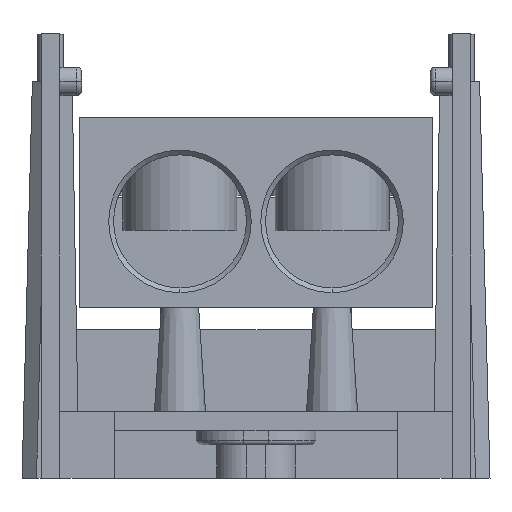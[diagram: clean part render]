
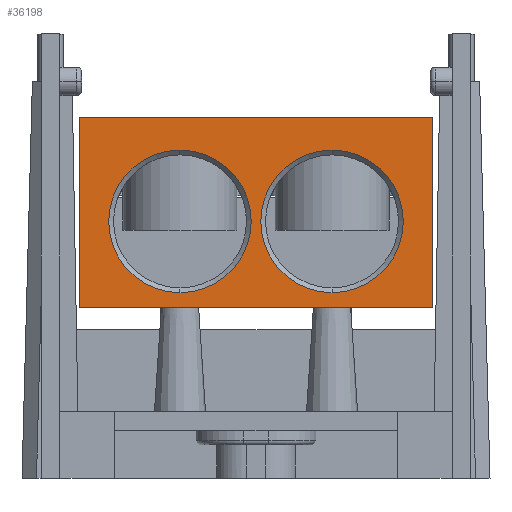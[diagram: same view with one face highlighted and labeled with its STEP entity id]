
A CAD part, front view. The second image highlights one B-rep face of the part: STEP entity #36198.
In plain terms, the highlighted planar face has unit normal (0, -1, 0).
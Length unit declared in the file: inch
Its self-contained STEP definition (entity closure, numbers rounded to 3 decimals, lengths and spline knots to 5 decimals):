
#218 = FACE_BOUND ( 'NONE', #29455, .T. ) ;
#630 = CIRCLE ( 'NONE', #6433, 0.46875 ) ;
#936 = DIRECTION ( 'NONE',  ( 0., 0., 1. ) ) ;
#2033 = DIRECTION ( 'NONE',  ( 0., 1., 0. ) ) ;
#2946 = CARTESIAN_POINT ( 'NONE',  ( 0.5, -1.375, -1.56134 ) ) ;
#4694 = VECTOR ( 'NONE', #36345, 39.37008 ) ;
#4721 = ORIENTED_EDGE ( 'NONE', *, *, #28991, .T. ) ;
#4776 = DIRECTION ( 'NONE',  ( 1., 0., 0. ) ) ;
#5598 = CARTESIAN_POINT ( 'NONE',  ( 0., -1.375, -0.875 ) ) ;
#5897 = DIRECTION ( 'NONE',  ( 0., 0., 1. ) ) ;
#6433 = AXIS2_PLACEMENT_3D ( 'NONE', #19528, #2033, #22470 ) ;
#6631 = CARTESIAN_POINT ( 'NONE',  ( 0., -1.375, -2.125 ) ) ;
#6710 = EDGE_CURVE ( 'NONE', #17262, #17796, #22515, .T. ) ;
#7049 = EDGE_LOOP ( 'NONE', ( #11145, #21149, #22214, #23626 ) ) ;
#7250 = CIRCLE ( 'NONE', #25193, 0.46875 ) ;
#8067 = AXIS2_PLACEMENT_3D ( 'NONE', #5598, #25983, #8534 ) ;
#8534 = DIRECTION ( 'NONE',  ( 0., 0., 1. ) ) ;
#8612 = VECTOR ( 'NONE', #4776, 39.37008 ) ;
#9121 = CARTESIAN_POINT ( 'NONE',  ( -0.5, -1.375, -1.56134 ) ) ;
#9683 = DIRECTION ( 'NONE',  ( 1., 0., 0. ) ) ;
#10219 = CARTESIAN_POINT ( 'NONE',  ( 0.5, -1.375, -2.03009 ) ) ;
#10566 = CARTESIAN_POINT ( 'NONE',  ( -1.164, -1.375, -0.875 ) ) ;
#11145 = ORIENTED_EDGE ( 'NONE', *, *, #6710, .T. ) ;
#11359 = PLANE ( 'NONE',  #8067 ) ;
#11536 = CARTESIAN_POINT ( 'NONE',  ( -1.164, -1.375, -2.125 ) ) ;
#12032 = DIRECTION ( 'NONE',  ( 0., 0., 1. ) ) ;
#13138 = CARTESIAN_POINT ( 'NONE',  ( -1.164, -1.375, -0.875 ) ) ;
#13578 = EDGE_CURVE ( 'NONE', #27712, #34282, #7250, .T. ) ;
#13694 = DIRECTION ( 'NONE',  ( 0., 0., -1. ) ) ;
#14154 = LINE ( 'NONE', #31234, #29696 ) ;
#14814 = CIRCLE ( 'NONE', #32318, 0.46875 ) ;
#15759 = FACE_BOUND ( 'NONE', #21335, .T. ) ;
#16222 = CARTESIAN_POINT ( 'NONE',  ( 0., -1.375, -0.875 ) ) ;
#17262 = VERTEX_POINT ( 'NONE', #11536 ) ;
#17357 = EDGE_CURVE ( 'NONE', #30744, #17445, #33240, .T. ) ;
#17445 = VERTEX_POINT ( 'NONE', #17964 ) ;
#17796 = VERTEX_POINT ( 'NONE', #36948 ) ;
#17964 = CARTESIAN_POINT ( 'NONE',  ( -0.5, -1.375, -1.09259 ) ) ;
#18170 = LINE ( 'NONE', #16222, #8612 ) ;
#18425 = DIRECTION ( 'NONE',  ( 0., 1., 0. ) ) ;
#19528 = CARTESIAN_POINT ( 'NONE',  ( 0.5, -1.375, -1.56134 ) ) ;
#20545 = EDGE_CURVE ( 'NONE', #34282, #27712, #630, .T. ) ;
#21149 = ORIENTED_EDGE ( 'NONE', *, *, #23761, .F. ) ;
#21335 = EDGE_LOOP ( 'NONE', ( #36522, #32499 ) ) ;
#22214 = ORIENTED_EDGE ( 'NONE', *, *, #31175, .F. ) ;
#22470 = DIRECTION ( 'NONE',  ( 0., 0., 1. ) ) ;
#22515 = LINE ( 'NONE', #6631, #30199 ) ;
#22652 = FACE_OUTER_BOUND ( 'NONE', #7049, .T. ) ;
#23361 = DIRECTION ( 'NONE',  ( 0., 1., 0. ) ) ;
#23626 = ORIENTED_EDGE ( 'NONE', *, *, #34309, .T. ) ;
#23738 = VERTEX_POINT ( 'NONE', #10566 ) ;
#23761 = EDGE_CURVE ( 'NONE', #27567, #17796, #14154, .T. ) ;
#25193 = AXIS2_PLACEMENT_3D ( 'NONE', #2946, #23361, #5897 ) ;
#25983 = DIRECTION ( 'NONE',  ( 0., 1., 0. ) ) ;
#26149 = ORIENTED_EDGE ( 'NONE', *, *, #17357, .T. ) ;
#27567 = VERTEX_POINT ( 'NONE', #31702 ) ;
#27712 = VERTEX_POINT ( 'NONE', #29571 ) ;
#28991 = EDGE_CURVE ( 'NONE', #17445, #30744, #14814, .T. ) ;
#29455 = EDGE_LOOP ( 'NONE', ( #26149, #4721 ) ) ;
#29460 = DIRECTION ( 'NONE',  ( 0., 1., 0. ) ) ;
#29571 = CARTESIAN_POINT ( 'NONE',  ( 0.5, -1.375, -1.09259 ) ) ;
#29696 = VECTOR ( 'NONE', #13694, 39.37008 ) ;
#30199 = VECTOR ( 'NONE', #9683, 39.37008 ) ;
#30744 = VERTEX_POINT ( 'NONE', #34917 ) ;
#31175 = EDGE_CURVE ( 'NONE', #23738, #27567, #18170, .T. ) ;
#31234 = CARTESIAN_POINT ( 'NONE',  ( 1.164, -1.375, -0.875 ) ) ;
#31702 = CARTESIAN_POINT ( 'NONE',  ( 1.164, -1.375, -0.875 ) ) ;
#32318 = AXIS2_PLACEMENT_3D ( 'NONE', #35800, #18425, #936 ) ;
#32499 = ORIENTED_EDGE ( 'NONE', *, *, #13578, .T. ) ;
#33240 = CIRCLE ( 'NONE', #36212, 0.46875 ) ;
#34282 = VERTEX_POINT ( 'NONE', #10219 ) ;
#34309 = EDGE_CURVE ( 'NONE', #23738, #17262, #34700, .T. ) ;
#34700 = LINE ( 'NONE', #13138, #4694 ) ;
#34917 = CARTESIAN_POINT ( 'NONE',  ( -0.5, -1.375, -2.03009 ) ) ;
#35800 = CARTESIAN_POINT ( 'NONE',  ( -0.5, -1.375, -1.56134 ) ) ;
#36198 = ADVANCED_FACE ( 'NONE', ( #218, #15759, #22652 ), #11359, .F. ) ;
#36212 = AXIS2_PLACEMENT_3D ( 'NONE', #9121, #29460, #12032 ) ;
#36345 = DIRECTION ( 'NONE',  ( 0., 0., -1. ) ) ;
#36522 = ORIENTED_EDGE ( 'NONE', *, *, #20545, .T. ) ;
#36948 = CARTESIAN_POINT ( 'NONE',  ( 1.164, -1.375, -2.125 ) ) ;
